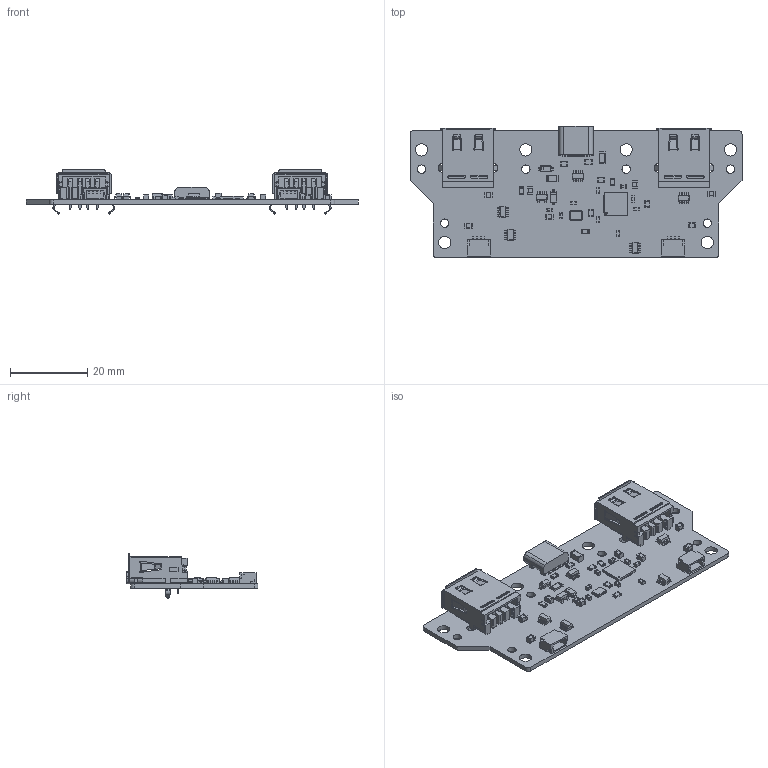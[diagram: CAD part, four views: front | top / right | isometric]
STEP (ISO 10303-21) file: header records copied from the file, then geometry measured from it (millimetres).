
FILE_DESCRIPTION(/* description */ ('Alibre Inc.'),/* implementation_level */ '2;1');
FILE_NAME(/* name */ 'export-4E2C6731-320D-4F78-85E1-7C87FCEE9952',/* time_stamp */ '2021-02-28T00:50:21-05:00',/* author */ (''),/* organization */ (''),/* preprocessor_version */ 'ST-DEVELOPER v17',/* originating_system */ 'Alibre',/* authorisation */ '');
FILE_SCHEMA (('AUTOMOTIVE_DESIGN'));
Length unit declared in the file: millimetre
Products named in the file (26): SOLID; D_SOD-123; C_0805_2012Metric; SOT-23-6; C_0603_1608Metric; L_1206_3216Metric; R_0805_2012Metric; QFN-36-1EP_6x6mm_P0.5mm_EP3.7x3.7mm; Crystal_SMD_3225-4Pin_3.2x2.5mm_HandSoldering; Fuse_1206_3216Metric; SOT-23-5; COMPOUND; HRO  TYPE-C-31-M-12; SM04B-SRSS; 676430910; Open CASCADE STEP translator 6.9 1
Bounding box: 86 x 34.18 x 11.43 mm (x, y, z)
Volume: 4606.1 mm3; surface area: 11022.8 mm2
Topology: 42 solids, 42 shells, 3277 faces, 8935 edges, 5756 vertices
Faces by surface type: bspline 1877, plane 1014, cylinder 366, cone 20
Full cylindrical faces by diameter (mm): 0.65 x2, 0.95 x8, 2.2 x6, 2.3 x4, 3.2 x6
Entity records: 51280 total; most frequent: CARTESIAN_POINT 14789, ORIENTED_EDGE 8978, EDGE_CURVE 4489, DIRECTION 4223, VERTEX_POINT 2906, VECTOR 2118, LINE 2118, EDGE_LOOP 1733
